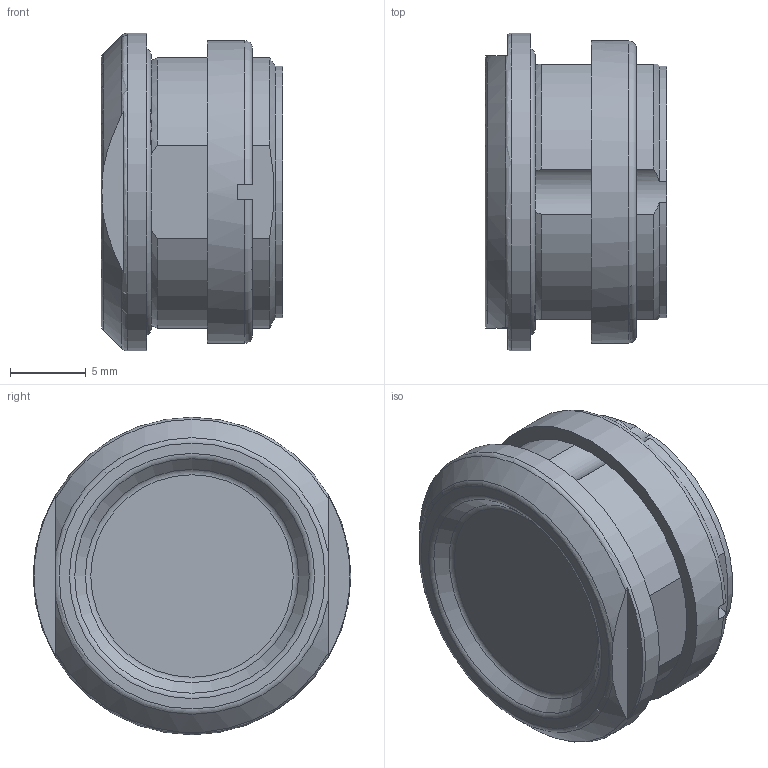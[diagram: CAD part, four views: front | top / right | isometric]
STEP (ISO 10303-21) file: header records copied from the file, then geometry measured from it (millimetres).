
FILE_DESCRIPTION(/* description */ (''),/* implementation_level */ '2;1');
FILE_NAME(/* name */ '08_2668_000_001_001_01.stp',/* time_stamp */ '2012-09-27T08:35:48+02:00',/* author */ (''),/* organization */ (''),/* preprocessor_version */ 'ST-DEVELOPER v14',/* originating_system */ 'SIEMENS PLM Software NX 8.0',/* authorisation */ '');
FILE_SCHEMA (('AP203_CONFIGURATION_CONTROLLED_3D_DESIGN_OF_MECHANICAL_PARTS_AND_ASSEMBLIES_MIM_LF { 1 0 10303 403 2 1 2}'));
Length unit declared in the file: millimetre
Products named in the file (1): sgro138C91CCzwfx
Bounding box: 12 x 21 x 21 mm (x, y, z)
Volume: 1707.3 mm3; surface area: 2169.4 mm2
Topology: 1 solids, 1 shells, 65 faces, 193 edges, 127 vertices
Faces by surface type: plane 23, cylinder 15, cone 14, torus 11, bspline 2
Full cylindrical faces by diameter (mm): 14 x1, 18.1 x1, 20 x1, 21 x1
Entity records: 2415 total; most frequent: CARTESIAN_POINT 753, ORIENTED_EDGE 330, DIRECTION 312, EDGE_CURVE 165, AXIS2_PLACEMENT_3D 137, VERTEX_POINT 115, EDGE_LOOP 88, CIRCLE 73
